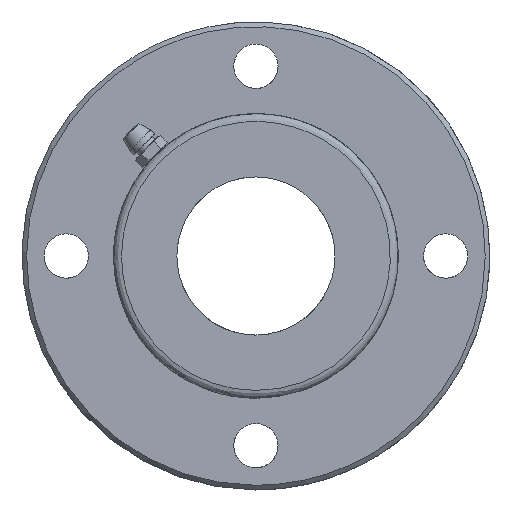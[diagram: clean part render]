
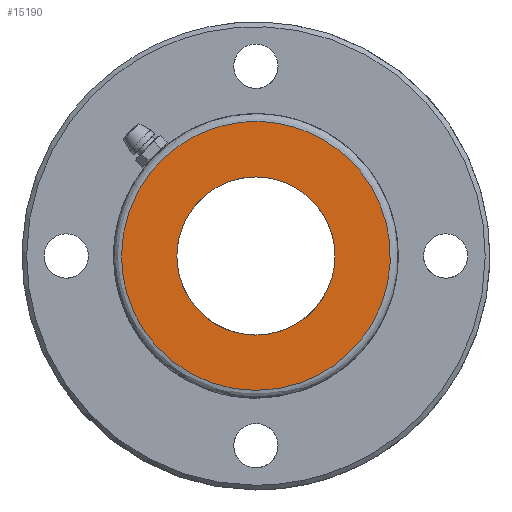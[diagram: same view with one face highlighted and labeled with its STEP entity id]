
A CAD part, left-side view. The second image highlights one B-rep face of the part: STEP entity #15190.
In plain terms, the highlighted free-form (B-spline) face has degree [1, 1] with [2, 2] control points.
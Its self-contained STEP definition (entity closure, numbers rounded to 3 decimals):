
#13600 = CARTESIAN_POINT ('', (-165., 21.25, 0.));
#13610 = VERTEX_POINT ('', #13600);
#13620 = CARTESIAN_POINT ('', (-165., 0., 21.25));
#13630 = VERTEX_POINT ('', #13620);
#13640 = CARTESIAN_POINT ('', (-165., 21.25, 0.));
#13650 = CARTESIAN_POINT ('', (-165., 21.25, 14.167));
#13660 = CARTESIAN_POINT ('', (-165., 10.625, 21.25));
#13670 = CARTESIAN_POINT ('', (-165., 0., 21.25));
#13680 = (
   BOUNDED_CURVE ()
   B_SPLINE_CURVE (3, (#13640, #13650, #13660, #13670), .UNSPECIFIED., .F., .U.)
   B_SPLINE_CURVE_WITH_KNOTS ((4, 4), (0., 1.), .UNSPECIFIED.)
   CURVE ()
   GEOMETRIC_REPRESENTATION_ITEM ()
   RATIONAL_B_SPLINE_CURVE ((0.478, 0.478, 0.638, 0.957))
   REPRESENTATION_ITEM ('')
);
#13690 = EDGE_CURVE ('', #13610, #13630, #13680, .T.);
#13810 = CARTESIAN_POINT ('', (-165., 0., -21.25));
#13820 = VERTEX_POINT ('', #13810);
#13830 = CARTESIAN_POINT ('', (-165., 0., -21.25));
#13840 = CARTESIAN_POINT ('', (-165., -2.795, -21.25));
#13850 = CARTESIAN_POINT ('', (-165., -5.487, -20.719));
#13860 = CARTESIAN_POINT ('', (-165., -8.076, -19.656));
#13870 = CARTESIAN_POINT ('', (-165., -9.379, -19.121));
#13880 = CARTESIAN_POINT ('', (-165., -10.63, -18.451));
#13890 = CARTESIAN_POINT ('', (-165., -11.83, -17.648));
#13900 = CARTESIAN_POINT ('', (-165., -13.016, -16.853));
#13910 = CARTESIAN_POINT ('', (-165., -14.104, -15.956));
#13920 = CARTESIAN_POINT ('', (-165., -15.094, -14.957));
#13930 = CARTESIAN_POINT ('', (-165., -16.548, -13.492));
#13940 = CARTESIAN_POINT ('', (-165., -17.756, -11.86));
#13950 = CARTESIAN_POINT ('', (-165., -18.719, -10.062));
#13960 = CARTESIAN_POINT ('', (-165., -18.96, -9.613));
#13970 = CARTESIAN_POINT ('', (-165., -19.185, -9.153));
#13980 = CARTESIAN_POINT ('', (-165., -19.395, -8.683));
#13990 = CARTESIAN_POINT ('', (-165., -19.448, -8.565));
#14000 = CARTESIAN_POINT ('', (-165., -19.499, -8.447));
#14010 = CARTESIAN_POINT ('', (-165., -19.55, -8.328));
#14020 = CARTESIAN_POINT ('', (-165., -19.575, -8.269));
#14030 = CARTESIAN_POINT ('', (-165., -19.6, -8.209));
#14040 = CARTESIAN_POINT ('', (-165., -19.625, -8.15));
#14050 = CARTESIAN_POINT ('', (-165., -19.65, -8.09));
#14060 = CARTESIAN_POINT ('', (-165., -19.674, -8.03));
#14070 = CARTESIAN_POINT ('', (-165., -19.699, -7.97));
#14080 = CARTESIAN_POINT ('', (-165., -19.796, -7.731));
#14090 = CARTESIAN_POINT ('', (-165., -19.888, -7.489));
#14100 = CARTESIAN_POINT ('', (-165., -19.976, -7.245));
#14110 = CARTESIAN_POINT ('', (-165., -20.329, -6.27));
#14120 = CARTESIAN_POINT ('', (-165., -20.611, -5.264));
#14130 = CARTESIAN_POINT ('', (-165., -20.822, -4.226));
#14140 = CARTESIAN_POINT ('', (-165., -21.107, -2.822));
#14150 = CARTESIAN_POINT ('', (-165., -21.25, -1.414));
#14160 = CARTESIAN_POINT ('', (-165., -21.25, 0.));
#14170 = CARTESIAN_POINT ('', (-165., -21.25, 1.406));
#14180 = CARTESIAN_POINT ('', (-165., -21.108, 2.815));
#14190 = CARTESIAN_POINT ('', (-165., -20.822, 4.226));
#14200 = CARTESIAN_POINT ('', (-165., -20.542, 5.603));
#14210 = CARTESIAN_POINT ('', (-165., -20.135, 6.931));
#14220 = CARTESIAN_POINT ('', (-165., -19.6, 8.209));
#14230 = CARTESIAN_POINT ('', (-165., -18.538, 10.748));
#14240 = CARTESIAN_POINT ('', (-165., -17.036, 12.997));
#14250 = CARTESIAN_POINT ('', (-165., -15.094, 14.957));
#14260 = CARTESIAN_POINT ('', (-165., -14.11, 15.952));
#14270 = CARTESIAN_POINT ('', (-165., -13.021, 16.848));
#14280 = CARTESIAN_POINT ('', (-165., -11.83, 17.648));
#14290 = CARTESIAN_POINT ('', (-165., -10.637, 18.448));
#14300 = CARTESIAN_POINT ('', (-165., -9.385, 19.117));
#14310 = CARTESIAN_POINT ('', (-165., -8.076, 19.656));
#14320 = CARTESIAN_POINT ('', (-165., -5.491, 20.719));
#14330 = CARTESIAN_POINT ('', (-165., -2.799, 21.25));
#14340 = CARTESIAN_POINT ('', (-165., 0., 21.25));
#14350 = B_SPLINE_CURVE_WITH_KNOTS ('', 3, (#13830, #13840, #13850, #13860, #13870, #13880, #13890, #13900, #13910, #13920, #13930, #13940, #13950, #13960, #13970, #13980, #13990, #14000, #14010, #14020, #14030, #14040, #14050, #14060, #14070, #14080, #14090, #14100, #14110, #14120, #14130, #14140, #14150, #14160, #14170, #14180, #14190, #14200, #14210, #14220, #14230, #14240, #14250, #14260, #14270, #14280, #14290, #14300, #14310, #14320, #14330, #14340), .UNSPECIFIED., .F., .U., (4, 3, 3, 3, 3, 3, 3, 3, 3, 3, 3, 3, 3, 3, 3, 3, 3, 4), (0., 0.125, 0.188, 0.25, 0.344, 0.367, 0.373, 0.376, 0.379, 0.391, 0.438, 0.5, 0.563, 0.625, 0.75, 0.813, 0.875, 1.), .UNSPECIFIED.);
#14360 = EDGE_CURVE ('', #13820, #13630, #14350, .T.);
#14380 = CARTESIAN_POINT ('', (-165., 0., -21.25));
#14390 = CARTESIAN_POINT ('', (-165., 10.625, -21.25));
#14400 = CARTESIAN_POINT ('', (-165., 21.25, -14.167));
#14410 = CARTESIAN_POINT ('', (-165., 21.25, 0.));
#14420 = (
   BOUNDED_CURVE ()
   B_SPLINE_CURVE (3, (#14380, #14390, #14400, #14410), .UNSPECIFIED., .F., .U.)
   B_SPLINE_CURVE_WITH_KNOTS ((4, 4), (0., 1.), .UNSPECIFIED.)
   CURVE ()
   GEOMETRIC_REPRESENTATION_ITEM ()
   RATIONAL_B_SPLINE_CURVE ((0.957, 0.638, 0.478, 0.478))
   REPRESENTATION_ITEM ('')
);
#14430 = EDGE_CURVE ('', #13820, #13610, #14420, .T.);
#14770 = ORIENTED_EDGE ('', *, *, #14360, .T.);
#14780 = ORIENTED_EDGE ('', *, *, #13690, .F.);
#14790 = ORIENTED_EDGE ('', *, *, #14430, .F.);
#14800 = EDGE_LOOP ('', (#14770, #14780, #14790));
#14810 = FACE_OUTER_BOUND ('', #14800, .T.);
#14820 = CARTESIAN_POINT ('', (-165., 0., -12.5));
#14830 = VERTEX_POINT ('', #14820);
#14840 = CARTESIAN_POINT ('', (-165., -12.5, 0.));
#14850 = VERTEX_POINT ('', #14840);
#14860 = CARTESIAN_POINT ('', (-165., 0., -12.5));
#14870 = CARTESIAN_POINT ('', (-165., -6.25, -12.5));
#14880 = CARTESIAN_POINT ('', (-165., -12.5, -8.333));
#14890 = CARTESIAN_POINT ('', (-165., -12.5, 0.));
#14900 = (
   BOUNDED_CURVE ()
   B_SPLINE_CURVE (3, (#14860, #14870, #14880, #14890), .UNSPECIFIED., .F., .U.)
   B_SPLINE_CURVE_WITH_KNOTS ((4, 4), (0., 1.), .UNSPECIFIED.)
   CURVE ()
   GEOMETRIC_REPRESENTATION_ITEM ()
   RATIONAL_B_SPLINE_CURVE ((1., 0.667, 0.5, 0.5))
   REPRESENTATION_ITEM ('')
);
#14910 = EDGE_CURVE ('', #14830, #14850, #14900, .T.);
#14920 = ORIENTED_EDGE ('', *, *, #14910, .F.);
#14930 = CARTESIAN_POINT ('', (-165., 12.5, 0.));
#14940 = VERTEX_POINT ('', #14930);
#14950 = CARTESIAN_POINT ('', (-165., 12.5, 0.));
#14960 = CARTESIAN_POINT ('', (-165., 12.5, -8.333));
#14970 = CARTESIAN_POINT ('', (-165., 6.25, -12.5));
#14980 = CARTESIAN_POINT ('', (-165., 0., -12.5));
#14990 = (
   BOUNDED_CURVE ()
   B_SPLINE_CURVE (3, (#14950, #14960, #14970, #14980), .UNSPECIFIED., .F., .U.)
   B_SPLINE_CURVE_WITH_KNOTS ((4, 4), (0., 1.), .UNSPECIFIED.)
   CURVE ()
   GEOMETRIC_REPRESENTATION_ITEM ()
   RATIONAL_B_SPLINE_CURVE ((0.5, 0.5, 0.667, 1.))
   REPRESENTATION_ITEM ('')
);
#15000 = EDGE_CURVE ('', #14940, #14830, #14990, .T.);
#15010 = ORIENTED_EDGE ('', *, *, #15000, .F.);
#15020 = CARTESIAN_POINT ('', (-165., -12.5, 0.));
#15030 = CARTESIAN_POINT ('', (-165., -12.5, 8.333));
#15040 = CARTESIAN_POINT ('', (-165., -6.25, 12.5));
#15050 = CARTESIAN_POINT ('', (-165., 0., 12.5));
#15060 = CARTESIAN_POINT ('', (-165., 6.25, 12.5));
#15070 = CARTESIAN_POINT ('', (-165., 12.5, 8.333));
#15080 = CARTESIAN_POINT ('', (-165., 12.5, 0.));
#15090 = (
   BOUNDED_CURVE ()
   B_SPLINE_CURVE (3, (#15020, #15030, #15040, #15050, #15060, #15070, #15080), .UNSPECIFIED., .F., .U.)
   B_SPLINE_CURVE_WITH_KNOTS ((4, 3, 4), (0., 0.5, 1.), .UNSPECIFIED.)
   CURVE ()
   GEOMETRIC_REPRESENTATION_ITEM ()
   RATIONAL_B_SPLINE_CURVE ((0.5, 0.5, 0.667, 1., 0.667, 0.5, 0.5))
   REPRESENTATION_ITEM ('')
);
#15100 = EDGE_CURVE ('', #14850, #14940, #15090, .T.);
#15110 = ORIENTED_EDGE ('', *, *, #15100, .F.);
#15120 = EDGE_LOOP ('', (#14920, #15010, #15110));
#15130 = FACE_BOUND ('', #15120, .T.);
#15140 = CARTESIAN_POINT ('', (-165., -21.505, 21.505));
#15150 = CARTESIAN_POINT ('', (-165., -21.505, -21.505));
#15160 = CARTESIAN_POINT ('', (-165., 21.505, 21.505));
#15170 = CARTESIAN_POINT ('', (-165., 21.505, -21.505));
#15180 = B_SPLINE_SURFACE_WITH_KNOTS ('', 1, 1, ((#15140, #15150), (#15160, #15170)), .UNSPECIFIED., .F., .F., .U., (2, 2), (2, 2), (0., 1.), (0., 1.), .UNSPECIFIED.);
#15190 = ADVANCED_FACE ('', (#14810, #15130), #15180, .T.);
